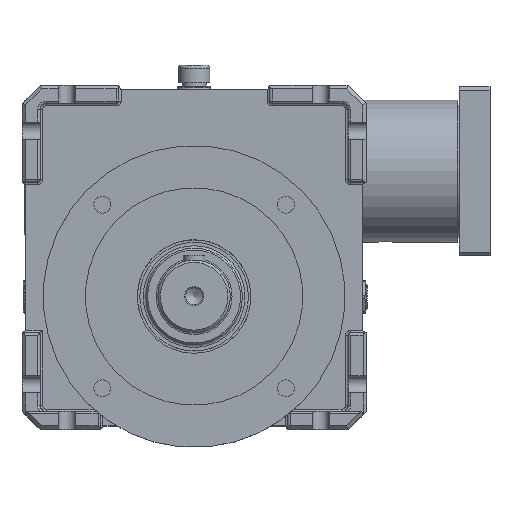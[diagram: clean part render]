
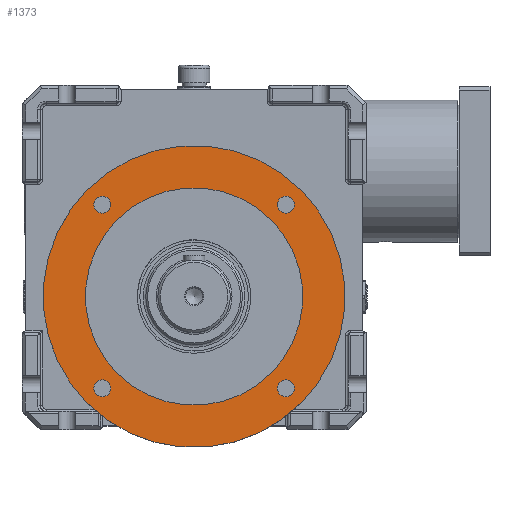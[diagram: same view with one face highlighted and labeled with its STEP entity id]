
A CAD part, top view. The second image highlights one B-rep face of the part: STEP entity #1373.
In plain terms, the highlighted planar face has unit normal (0, 0, 1).
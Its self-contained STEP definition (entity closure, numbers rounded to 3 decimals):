
#1373 = ADVANCED_FACE( '', ( #3661, #3662, #3663, #3664, #3665, #3666 ), #3667, .F. );
#3661 = FACE_OUTER_BOUND( '', #7114, .T. );
#3662 = FACE_BOUND( '', #7115, .T. );
#3663 = FACE_BOUND( '', #7116, .T. );
#3664 = FACE_BOUND( '', #7117, .T. );
#3665 = FACE_BOUND( '', #7118, .T. );
#3666 = FACE_BOUND( '', #7119, .T. );
#3667 = PLANE( '', #7120 );
#7114 = EDGE_LOOP( '', ( #12242 ) );
#7115 = EDGE_LOOP( '', ( #12243 ) );
#7116 = EDGE_LOOP( '', ( #12244 ) );
#7117 = EDGE_LOOP( '', ( #12245 ) );
#7118 = EDGE_LOOP( '', ( #12246 ) );
#7119 = EDGE_LOOP( '', ( #12247 ) );
#7120 = AXIS2_PLACEMENT_3D( '', #12248, #12249, #12250 );
#12242 = ORIENTED_EDGE( '', *, *, #19636, .F. );
#12243 = ORIENTED_EDGE( '', *, *, #19637, .T. );
#12244 = ORIENTED_EDGE( '', *, *, #19638, .F. );
#12245 = ORIENTED_EDGE( '', *, *, #19639, .F. );
#12246 = ORIENTED_EDGE( '', *, *, #19640, .F. );
#12247 = ORIENTED_EDGE( '', *, *, #19641, .F. );
#12248 = CARTESIAN_POINT( '', ( 380.514, 76.014, 165. ) );
#12249 = DIRECTION( '', ( 0., 0., -1. ) );
#12250 = DIRECTION( '', ( 0.707, 0.707, 0. ) );
#19636 = EDGE_CURVE( '', #23283, #23283, #23284, .T. );
#19637 = EDGE_CURVE( '', #23285, #23285, #23286, .T. );
#19638 = EDGE_CURVE( '', #23287, #23287, #23288, .T. );
#19639 = EDGE_CURVE( '', #23289, #23289, #23290, .T. );
#19640 = EDGE_CURVE( '', #23291, #23291, #23292, .T. );
#19641 = EDGE_CURVE( '', #23293, #23293, #23294, .T. );
#23283 = VERTEX_POINT( '', #31732 );
#23284 = CIRCLE( '', #31733, 125. );
#23285 = VERTEX_POINT( '', #31734 );
#23286 = CIRCLE( '', #31735, 90. );
#23287 = VERTEX_POINT( '', #31736 );
#23288 = CIRCLE( '', #31737, 7. );
#23289 = VERTEX_POINT( '', #31738 );
#23290 = CIRCLE( '', #31739, 7. );
#23291 = VERTEX_POINT( '', #31740 );
#23292 = CIRCLE( '', #31741, 7. );
#23293 = VERTEX_POINT( '', #31742 );
#23294 = CIRCLE( '', #31743, 7. );
#31732 = CARTESIAN_POINT( '', ( 392.888, 88.388, 165. ) );
#31733 = AXIS2_PLACEMENT_3D( '', #43676, #43677, #43678 );
#31734 = CARTESIAN_POINT( '', ( 368.14, 63.64, 165. ) );
#31735 = AXIS2_PLACEMENT_3D( '', #43679, #43680, #43681 );
#31736 = CARTESIAN_POINT( '', ( 233.436, 80.964, 165. ) );
#31737 = AXIS2_PLACEMENT_3D( '', #43682, #43683, #43684 );
#31738 = CARTESIAN_POINT( '', ( 223.536, -71.064, 165. ) );
#31739 = AXIS2_PLACEMENT_3D( '', #43685, #43686, #43687 );
#31740 = CARTESIAN_POINT( '', ( 385.464, 71.064, 165. ) );
#31741 = AXIS2_PLACEMENT_3D( '', #43688, #43689, #43690 );
#31742 = CARTESIAN_POINT( '', ( 375.564, -80.964, 165. ) );
#31743 = AXIS2_PLACEMENT_3D( '', #43691, #43692, #43693 );
#43676 = CARTESIAN_POINT( '', ( 304.5, 0., 165. ) );
#43677 = DIRECTION( '', ( 0., 0., -1. ) );
#43678 = DIRECTION( '', ( 0.707, 0.707, 0. ) );
#43679 = CARTESIAN_POINT( '', ( 304.5, 0., 165. ) );
#43680 = DIRECTION( '', ( 0., 0., -1. ) );
#43681 = DIRECTION( '', ( 0.707, 0.707, 0. ) );
#43682 = CARTESIAN_POINT( '', ( 228.486, 76.014, 165. ) );
#43683 = DIRECTION( '', ( 0., 0., 1. ) );
#43684 = DIRECTION( '', ( 0.707, 0.707, 0. ) );
#43685 = CARTESIAN_POINT( '', ( 228.486, -76.014, 165. ) );
#43686 = DIRECTION( '', ( 0., 0., 1. ) );
#43687 = DIRECTION( '', ( -0.707, 0.707, 0. ) );
#43688 = CARTESIAN_POINT( '', ( 380.514, 76.014, 165. ) );
#43689 = DIRECTION( '', ( 0., 0., 1. ) );
#43690 = DIRECTION( '', ( 0.707, -0.707, 0. ) );
#43691 = CARTESIAN_POINT( '', ( 380.514, -76.014, 165. ) );
#43692 = DIRECTION( '', ( 0., 0., 1. ) );
#43693 = DIRECTION( '', ( -0.707, -0.707, 0. ) );
